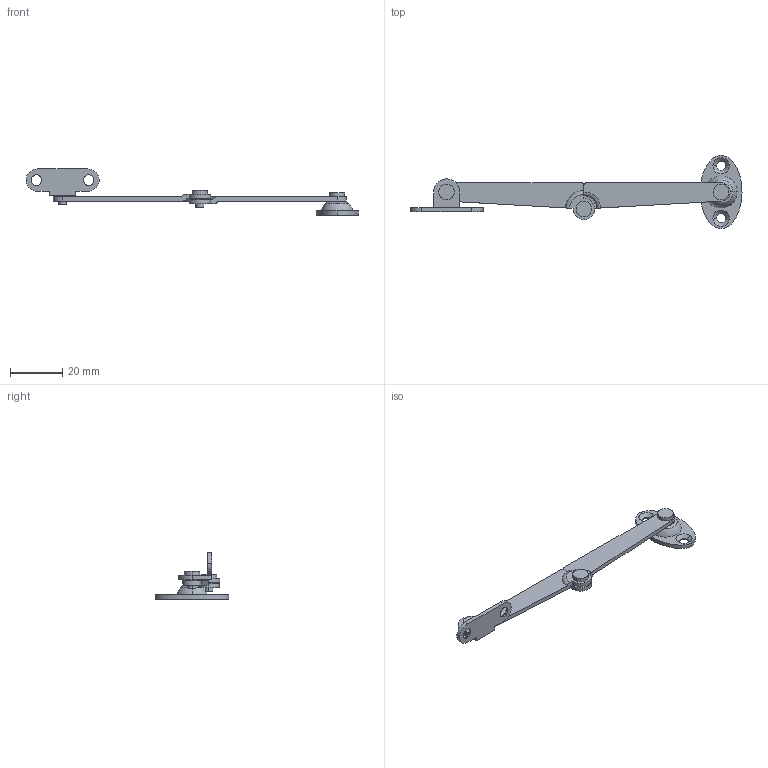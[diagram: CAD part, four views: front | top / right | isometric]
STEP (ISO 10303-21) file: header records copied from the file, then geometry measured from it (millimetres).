
FILE_DESCRIPTION (( 'STEP AP203' ), '1' );
FILE_NAME ('B-40-3-L.STEP', '2010-07-08T07:54:29', ( ' ' ), ( ' ' ), 'SwSTEP 2.0', 'SolidWorks 2007', '' );
FILE_SCHEMA (( 'CONFIG_CONTROL_DESIGN' ));
Length unit declared in the file: millimetre
Products named in the file (6): B-40-3L宆庢晅嵗_棉太倌; B-40-3-L; B-40-3僗僥乕_棉太倌; B-40-3僆乕僶儖庢晅嵗_棉太倌; B-40-3儚僢僔儍乕_棉太倌; B-40-3儕儀僢僩_B-1040-3儕儀僢僩僇僔儊
Assembly tree (10 placements, depth 2):
  B-40-3-L
    B-40-3僗僥乕_棉太倌  x2
    B-40-3儕儀僢僩_B-1040-3儕儀僢僩僇僔儊  x3
    B-40-3儚僢僔儍乕_棉太倌  x3
    B-40-3L宆庢晅嵗_棉太倌
    B-40-3僆乕僶儖庢晅嵗_棉太倌
Bounding box: 127 x 28 x 17.7 mm (x, y, z)
Volume: 2902.7 mm3; surface area: 4765.2 mm2
Topology: 10 solids, 10 shells, 117 faces, 264 edges, 172 vertices
Faces by surface type: cylinder 55, plane 42, torus 10, cone 8, bspline 2
Entity records: 3002 total; most frequent: DIRECTION 438, CARTESIAN_POINT 400, ORIENTED_EDGE 348, AXIS2_PLACEMENT_3D 182, EDGE_CURVE 174, VERTEX_POINT 112, EDGE_LOOP 96, CIRCLE 96
